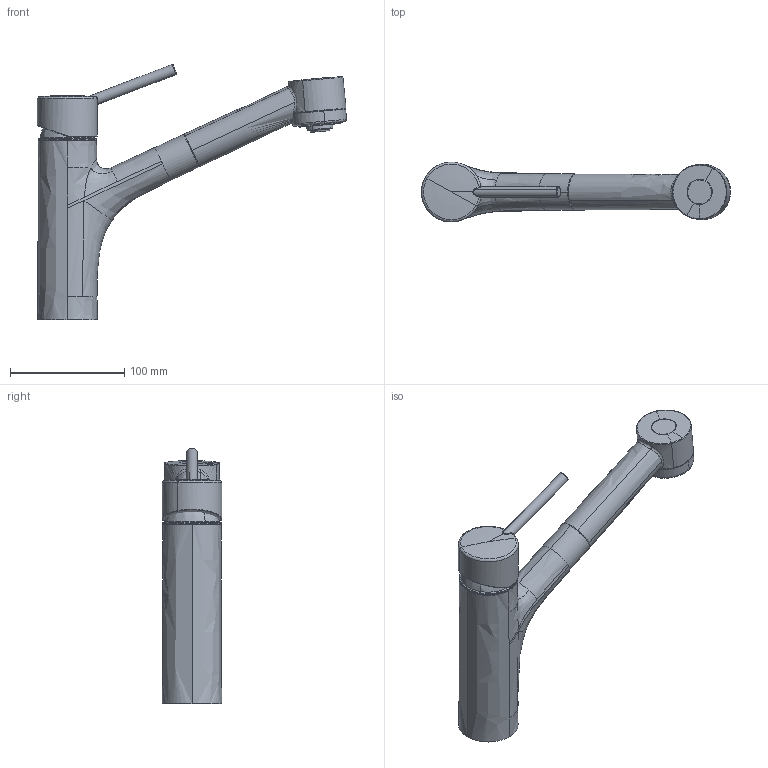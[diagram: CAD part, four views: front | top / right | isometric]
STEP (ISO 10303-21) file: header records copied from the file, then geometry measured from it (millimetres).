
FILE_DESCRIPTION(('CAx-IF Rec.Pracs.---Model Styling and Organization---1.2---2011-12-15','CAx-IF Rec.Pracs.---Geometric and Assembly Validation Properties---4.1---2014-06-16','CAx-IF Rec.Pracs.---PMI Polyline Presentation---2.0---2013-05-24'),'2;1');
FILE_NAME('1000114740_PPR_000.stp','2017-04-03T08:06:59+02:00',(''),(''),'STEP Interface 4.0.1101 by CT CoreTechnologie','3D_Evolution4.0.1101 by CT CoreTechnologie','');
FILE_SCHEMA(('AP203_CONFIGURATION_CONTROLLED_3D_DESIGN_OF_MECHANICAL_PARTS_AND_ASSEMBLIES_MIM_LF'));
Length unit declared in the file: millimetre
Products named in the file (15): P_2 KHM AZB Talis S 1000114740_PPR_000_A0; P_2 GK KHM Talis S AZB 1000114741_PPA_000_A0; P_2 Einsteckhuelse 1000114349_PPA_000_A0; P_2 Griff Talis S KHM 1000113023_PPA_000_A0; P_2 HG Griffstopfen 1000084524_PPA_000_A0; P_2 KHM-Steckkappe fuer KS-Sockel M35 1000085614_PPA_000_A0; P_2 AZB_Talis_S 1000114743_PPR_000_A0; P_2 Gehaeuse_AZB_ Talis_S 1000114353_PPA_000_A0; P_2 Taste_Talis_S_SZB 1000114354_PPA_000_A0; P_2 SR_STD_SC__M24x1-m 1000085259_PPR_000_A1; P_2 Strahlreglerhuelse M24x1 (R02) 1000085260_PPA_000_A1; SR_STD_SC_2,2gpm-air_gelb 1000063090_PPA_000_A0; Flachdichtung d15xD21,3 (EB-2,4) 1000029262_PPA_000_A1; P_2 Strahleinsatz 1000084489_PPA_000_A0; P_2 Strahlscheibe AZB Allegra 1000084488_PPA_000_A0
Assembly tree (14 placements, depth 4):
  P_2 KHM AZB Talis S 1000114740_PPR_000_A0
    P_2 GK KHM Talis S AZB 1000114741_PPA_000_A0
    P_2 Einsteckhuelse 1000114349_PPA_000_A0
    P_2 Griff Talis S KHM 1000113023_PPA_000_A0
    P_2 HG Griffstopfen 1000084524_PPA_000_A0
    P_2 KHM-Steckkappe fuer KS-Sockel M35 1000085614_PPA_000_A0
    P_2 AZB_Talis_S 1000114743_PPR_000_A0
      P_2 Gehaeuse_AZB_ Talis_S 1000114353_PPA_000_A0
      P_2 Taste_Talis_S_SZB 1000114354_PPA_000_A0
      P_2 SR_STD_SC__M24x1-m 1000085259_PPR_000_A1
        P_2 Strahlreglerhuelse M24x1 (R02) 1000085260_PPA_000_A1
        SR_STD_SC_2,2gpm-air_gelb 1000063090_PPA_000_A0
        Flachdichtung d15xD21,3 (EB-2,4) 1000029262_PPA_000_A1
      P_2 Strahleinsatz 1000084489_PPA_000_A0
      P_2 Strahlscheibe AZB Allegra 1000084488_PPA_000_A0
Bounding box: 270.96 x 52.5 x 223.83 mm (x, y, z)
Volume: 678145.1 mm3; surface area: 92626.7 mm2
Topology: 41 solids, 41 shells, 1406 faces, 3570 edges, 2248 vertices
Faces by surface type: plane 545, bspline 442, cylinder 419
Entity records: 76942 total; most frequent: CARTESIAN_POINT 27896, ORIENTED_EDGE 7122, DIRECTION 6996, EDGE_CURVE 3561, AXIS2_PLACEMENT_3D 2599, VERTEX_POINT 2248, VECTOR 1798, LINE 1798
